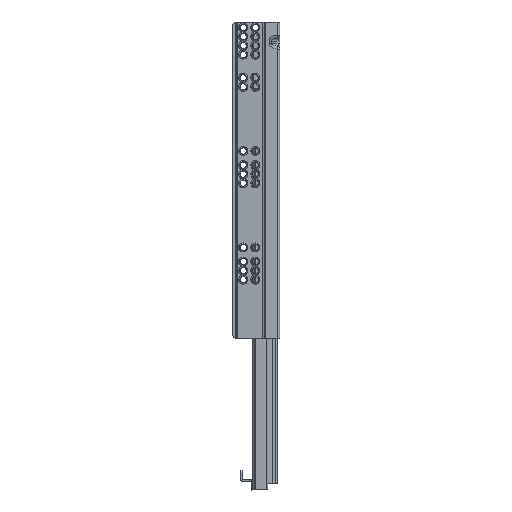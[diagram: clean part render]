
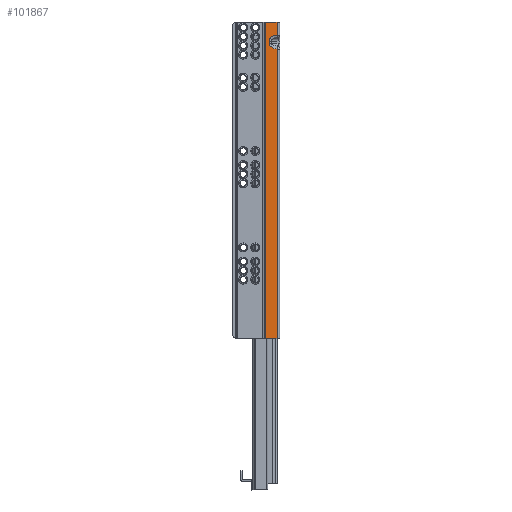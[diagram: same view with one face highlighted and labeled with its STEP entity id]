
A CAD part, left-side view. The second image highlights one B-rep face of the part: STEP entity #101867.
In plain terms, the highlighted planar face has unit normal (-1, 0, 0).
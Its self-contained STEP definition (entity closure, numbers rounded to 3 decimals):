
#4008 = VERTEX_POINT ( 'NONE', #112899 ) ;
#6091 = CARTESIAN_POINT ( 'NONE',  ( 0., -24.2, -13.012 ) ) ;
#6549 = CARTESIAN_POINT ( 'NONE',  ( 0., -24.2, -315. ) ) ;
#9311 = EDGE_CURVE ( 'NONE', #48551, #11270, #132114, .T. ) ;
#11270 = VERTEX_POINT ( 'NONE', #29580 ) ;
#11690 = PLANE ( 'NONE',  #113620 ) ;
#15802 = ORIENTED_EDGE ( 'NONE', *, *, #92892, .T. ) ;
#16091 =( BOUNDED_CURVE ( )  B_SPLINE_CURVE ( 3, ( #73328, #31972, #40853, #18384 ),
 .UNSPECIFIED., .F., .T. ) 
 B_SPLINE_CURVE_WITH_KNOTS ( ( 4, 4 ),
 ( 4.776, 6.283 ),
 .UNSPECIFIED. ) 
 CURVE ( )  GEOMETRIC_REPRESENTATION_ITEM ( )  RATIONAL_B_SPLINE_CURVE ( ( 1., 0.82, 0.82, 1. ) ) 
 REPRESENTATION_ITEM ( '' )  );
#16335 = ORIENTED_EDGE ( 'NONE', *, *, #130660, .T. ) ;
#17050 = CARTESIAN_POINT ( 'NONE',  ( 0., -16.257, -19. ) ) ;
#17205 = VERTEX_POINT ( 'NONE', #17050 ) ;
#18384 = CARTESIAN_POINT ( 'NONE',  ( 0., -16.257, -21. ) ) ;
#23254 = CARTESIAN_POINT ( 'NONE',  ( 0., -12.443, -315. ) ) ;
#26958 = VECTOR ( 'NONE', #40553, 1000. ) ;
#28339 = ORIENTED_EDGE ( 'NONE', *, *, #97058, .F. ) ;
#28416 = EDGE_CURVE ( 'NONE', #4008, #78708, #89816, .T. ) ;
#29580 = CARTESIAN_POINT ( 'NONE',  ( 0., -24.2, 0. ) ) ;
#31040 = ORIENTED_EDGE ( 'NONE', *, *, #51134, .T. ) ;
#31972 = CARTESIAN_POINT ( 'NONE',  ( 0., -19.488, -26.774 ) ) ;
#32967 = DIRECTION ( 'NONE',  ( 0., -1., 0. ) ) ;
#34533 = VECTOR ( 'NONE', #40122, 1000. ) ;
#35798 = DIRECTION ( 'NONE',  ( 0., 0., 1. ) ) ;
#38350 = VECTOR ( 'NONE', #32967, 1000. ) ;
#39006 = CARTESIAN_POINT ( 'NONE',  ( 0., -24.2, -315. ) ) ;
#40122 = DIRECTION ( 'NONE',  ( 0., 0., 1. ) ) ;
#40553 = DIRECTION ( 'NONE',  ( 0., -1., 0. ) ) ;
#40853 = CARTESIAN_POINT ( 'NONE',  ( 0., -16.257, -24.339 ) ) ;
#41216 = CARTESIAN_POINT ( 'NONE',  ( 0., -12.443, 0. ) ) ;
#41436 = ORIENTED_EDGE ( 'NONE', *, *, #28416, .T. ) ;
#47357 = EDGE_LOOP ( 'NONE', ( #41436, #16335, #31040, #74482, #108230, #74892, #28339, #15802 ) ) ;
#48551 = VERTEX_POINT ( 'NONE', #68327 ) ;
#51134 = EDGE_CURVE ( 'NONE', #110783, #17205, #101296, .T. ) ;
#53131 = DIRECTION ( 'NONE',  ( -1., 0., 0. ) ) ;
#55820 = CARTESIAN_POINT ( 'NONE',  ( 0., -19.488, -13.226 ) ) ;
#56466 = CARTESIAN_POINT ( 'NONE',  ( 0., -16.257, -15.661 ) ) ;
#58356 = VERTEX_POINT ( 'NONE', #6091 ) ;
#64668 = CARTESIAN_POINT ( 'NONE',  ( 0., -16.257, -19. ) ) ;
#65314 = FACE_OUTER_BOUND ( 'NONE', #47357, .T. ) ;
#68327 = CARTESIAN_POINT ( 'NONE',  ( 0., -12.443, 0. ) ) ;
#71285 = LINE ( 'NONE', #73286, #34533 ) ;
#73286 = CARTESIAN_POINT ( 'NONE',  ( 0., -12.443, -315. ) ) ;
#73328 = CARTESIAN_POINT ( 'NONE',  ( 0., -24.2, -26.988 ) ) ;
#74482 = ORIENTED_EDGE ( 'NONE', *, *, #89446, .T. ) ;
#74892 = ORIENTED_EDGE ( 'NONE', *, *, #9311, .F. ) ;
#75344 =( BOUNDED_CURVE ( )  B_SPLINE_CURVE ( 3, ( #64668, #56466, #55820, #97139 ),
 .UNSPECIFIED., .F., .F. ) 
 B_SPLINE_CURVE_WITH_KNOTS ( ( 4, 4 ),
 ( 3.142, 4.648 ),
 .UNSPECIFIED. ) 
 CURVE ( )  GEOMETRIC_REPRESENTATION_ITEM ( )  RATIONAL_B_SPLINE_CURVE ( ( 1., 0.82, 0.82, 1. ) ) 
 REPRESENTATION_ITEM ( '' )  );
#78708 = VERTEX_POINT ( 'NONE', #87672 ) ;
#80316 = DIRECTION ( 'NONE',  ( 0., 0., 1. ) ) ;
#87672 = CARTESIAN_POINT ( 'NONE',  ( 0., -24.2, -26.988 ) ) ;
#89446 = EDGE_CURVE ( 'NONE', #17205, #58356, #75344, .T. ) ;
#89816 = LINE ( 'NONE', #39006, #121173 ) ;
#90023 = VECTOR ( 'NONE', #35798, 1000. ) ;
#90702 = VECTOR ( 'NONE', #99930, 1000. ) ;
#92892 = EDGE_CURVE ( 'NONE', #106314, #4008, #125239, .T. ) ;
#93236 = CARTESIAN_POINT ( 'NONE',  ( 0., -16.257, -21. ) ) ;
#97058 = EDGE_CURVE ( 'NONE', #106314, #48551, #71285, .T. ) ;
#97139 = CARTESIAN_POINT ( 'NONE',  ( 0., -24.2, -13.012 ) ) ;
#99477 = LINE ( 'NONE', #6549, #90023 ) ;
#99930 = DIRECTION ( 'NONE',  ( 0., 0., 1. ) ) ;
#101296 = LINE ( 'NONE', #121023, #90702 ) ;
#101867 = ADVANCED_FACE ( 'NONE', ( #65314 ), #11690, .T. ) ;
#102343 = EDGE_CURVE ( 'NONE', #58356, #11270, #99477, .T. ) ;
#102590 = CARTESIAN_POINT ( 'NONE',  ( 0., -12.443, -315. ) ) ;
#106314 = VERTEX_POINT ( 'NONE', #102590 ) ;
#108230 = ORIENTED_EDGE ( 'NONE', *, *, #102343, .T. ) ;
#110783 = VERTEX_POINT ( 'NONE', #93236 ) ;
#112899 = CARTESIAN_POINT ( 'NONE',  ( 0., -24.2, -315. ) ) ;
#113620 = AXIS2_PLACEMENT_3D ( 'NONE', #23254, #53131, #115486 ) ;
#115486 = DIRECTION ( 'NONE',  ( 0., 0., 1. ) ) ;
#121023 = CARTESIAN_POINT ( 'NONE',  ( 0., -16.257, -19. ) ) ;
#121173 = VECTOR ( 'NONE', #80316, 1000. ) ;
#125239 = LINE ( 'NONE', #125890, #38350 ) ;
#125890 = CARTESIAN_POINT ( 'NONE',  ( 0., -12.443, -315. ) ) ;
#130660 = EDGE_CURVE ( 'NONE', #78708, #110783, #16091, .T. ) ;
#132114 = LINE ( 'NONE', #41216, #26958 ) ;
